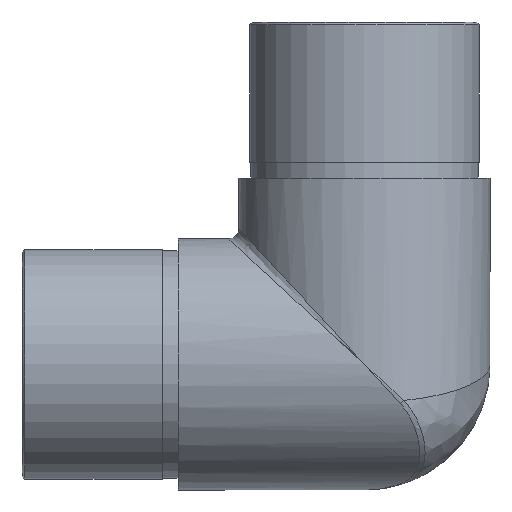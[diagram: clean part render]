
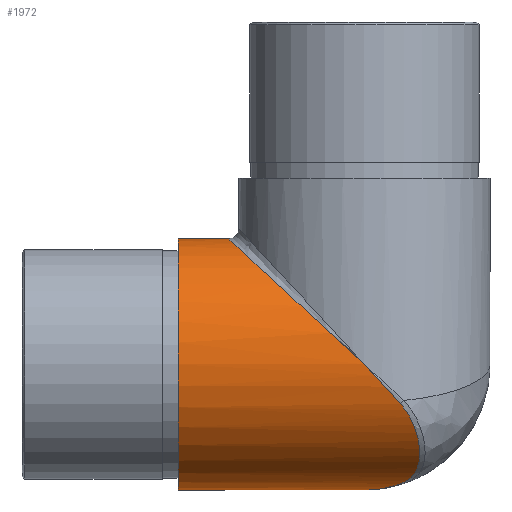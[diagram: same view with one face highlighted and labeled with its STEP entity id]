
A CAD part, left-side view. The second image highlights one B-rep face of the part: STEP entity #1972.
In plain terms, the highlighted cylindrical face has radius 24.15 mm (diameter 48.3 mm), a full revolution.
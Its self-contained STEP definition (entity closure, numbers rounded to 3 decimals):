
#81 =( BOUNDED_CURVE ( )  B_SPLINE_CURVE ( 3, ( #11688, #6836, #8774, #8860 ),
 .UNSPECIFIED., .F., .F. ) 
 B_SPLINE_CURVE_WITH_KNOTS ( ( 4, 4 ),
 ( 5.498, 7.854 ),
 .UNSPECIFIED. ) 
 CURVE ( )  GEOMETRIC_REPRESENTATION_ITEM ( )  RATIONAL_B_SPLINE_CURVE ( ( 1., 0.588, 0.588, 1. ) ) 
 REPRESENTATION_ITEM ( '' )  );
#125 = VERTEX_POINT ( 'NONE', #4727 ) ;
#151 = ORIENTED_EDGE ( 'NONE', *, *, #3293, .T. ) ;
#262 = CARTESIAN_POINT ( 'NONE',  ( -17.774, 13.531, 7.792 ) ) ;
#291 = DIRECTION ( 'NONE',  ( 0., 1., 0. ) ) ;
#304 = CARTESIAN_POINT ( 'NONE',  ( -21.212, 14.698, 12.597 ) ) ;
#394 = EDGE_LOOP ( 'NONE', ( #151 ) ) ;
#530 = ORIENTED_EDGE ( 'NONE', *, *, #4970, .T. ) ;
#738 = CARTESIAN_POINT ( 'NONE',  ( -24.15, 21.789, 21.576 ) ) ;
#778 = CARTESIAN_POINT ( 'NONE',  ( -7.559, 17.217, 1.214 ) ) ;
#955 =( BOUNDED_CURVE ( )  B_SPLINE_CURVE ( 3, ( #1410, #5396, #738, #5713 ),
 .UNSPECIFIED., .F., .T. ) 
 B_SPLINE_CURVE_WITH_KNOTS ( ( 4, 4 ),
 ( 4.394, 4.712 ),
 .UNSPECIFIED. ) 
 CURVE ( )  GEOMETRIC_REPRESENTATION_ITEM ( )  RATIONAL_B_SPLINE_CURVE ( ( 1., 0.992, 0.992, 1. ) ) 
 REPRESENTATION_ITEM ( '' )  );
#1264 = CARTESIAN_POINT ( 'NONE',  ( -8.29, 16.546, 1.454 ) ) ;
#1306 = CARTESIAN_POINT ( 'NONE',  ( -22.209, 15.753, 14.655 ) ) ;
#1357 = VERTEX_POINT ( 'NONE', #4541 ) ;
#1410 = CARTESIAN_POINT ( 'NONE',  ( -22.936, 17.217, 16.591 ) ) ;
#1414 = ORIENTED_EDGE ( 'NONE', *, *, #8710, .T. ) ;
#1942 = CYLINDRICAL_SURFACE ( 'NONE', #11354, 24.15 ) ;
#1972 = ADVANCED_FACE ( 'NONE', ( #3971, #5227 ), #1942, .T. ) ;
#2098 = EDGE_CURVE ( 'NONE', #1357, #6308, #955, .T. ) ;
#2159 = CARTESIAN_POINT ( 'NONE',  ( 0., 24.15, 24.15 ) ) ;
#2211 = CARTESIAN_POINT ( 'NONE',  ( -17.428, 13.514, 7.425 ) ) ;
#2300 = CARTESIAN_POINT ( 'NONE',  ( -22.816, 16.882, 16.226 ) ) ;
#2481 = CARTESIAN_POINT ( 'NONE',  ( 17.077, 42.641, 41.227 ) ) ;
#2641 = CARTESIAN_POINT ( 'NONE',  ( 0., 24.15, 0. ) ) ;
#2946 = CARTESIAN_POINT ( 'NONE',  ( 0., 60., 24.15 ) ) ;
#3293 = EDGE_CURVE ( 'NONE', #6433, #6433, #10207, .T. ) ;
#3304 = CARTESIAN_POINT ( 'NONE',  ( -22.936, 17.217, 16.591 ) ) ;
#3318 = CARTESIAN_POINT ( 'NONE',  ( -24.15, 24.15, 24.15 ) ) ;
#3818 = CARTESIAN_POINT ( 'NONE',  ( -2.574, 21.789, 0. ) ) ;
#3829 = ORIENTED_EDGE ( 'NONE', *, *, #11047, .T. ) ;
#3946 = EDGE_CURVE ( 'NONE', #125, #6275, #8100, .T. ) ;
#3971 = FACE_OUTER_BOUND ( 'NONE', #4488, .T. ) ;
#4269 = CARTESIAN_POINT ( 'NONE',  ( -10.709, 15.083, 2.499 ) ) ;
#4316 = CARTESIAN_POINT ( 'NONE',  ( -10.295, 15.295, 2.3 ) ) ;
#4410 = CARTESIAN_POINT ( 'NONE',  ( -7.559, 17.217, 1.214 ) ) ;
#4488 = EDGE_LOOP ( 'NONE', ( #3829, #1414, #6079, #530, #7014 ) ) ;
#4541 = CARTESIAN_POINT ( 'NONE',  ( -22.936, 17.217, 16.591 ) ) ;
#4727 = CARTESIAN_POINT ( 'NONE',  ( 0., 24.15, 0. ) ) ;
#4899 =( BOUNDED_CURVE ( )  B_SPLINE_CURVE ( 3, ( #10533, #5464, #11491, #2481 ),
 .UNSPECIFIED., .F., .F. ) 
 B_SPLINE_CURVE_WITH_KNOTS ( ( 4, 4 ),
 ( 4.712, 7.069 ),
 .UNSPECIFIED. ) 
 CURVE ( )  GEOMETRIC_REPRESENTATION_ITEM ( )  RATIONAL_B_SPLINE_CURVE ( ( 1., 0.588, 0.588, 1. ) ) 
 REPRESENTATION_ITEM ( '' )  );
#4970 = EDGE_CURVE ( 'NONE', #6275, #1357, #4985, .T. ) ;
#4985 = B_SPLINE_CURVE_WITH_KNOTS ( 'NONE', 3,
 ( #9267, #1264, #11182, #4316, #4269, #11268, #10172, #12220, #5195, #9133, #7202, #8219, #6248, #2211, #262, #7339, #6285, #7247, #12265, #8262, #304, #5325, #7292, #1306, #8299, #9309, #2300, #3304 ),
 .UNSPECIFIED., .F., .F.,
 ( 4, 2, 2, 2, 2, 2, 2, 2, 2, 2, 2, 2, 2, 4 ),
 ( 0., 0.003, 0.005, 0.006, 0.008, 0.009, 0.012, 0.014, 0.015, 0.018, 0.02, 0.021, 0.023, 0.024 ),
 .UNSPECIFIED. ) ;
#5195 = CARTESIAN_POINT ( 'NONE',  ( -13.2, 14.11, 3.92 ) ) ;
#5227 = FACE_OUTER_BOUND ( 'NONE', #394, .T. ) ;
#5325 = CARTESIAN_POINT ( 'NONE',  ( -21.645, 15.078, 13.429 ) ) ;
#5396 = CARTESIAN_POINT ( 'NONE',  ( -23.742, 19.459, 19.035 ) ) ;
#5422 = AXIS2_PLACEMENT_3D ( 'NONE', #2946, #7992, #5970 ) ;
#5464 = CARTESIAN_POINT ( 'NONE',  ( -24.15, 51.52, 49.427 ) ) ;
#5663 = CARTESIAN_POINT ( 'NONE',  ( 17.077, 42.641, 41.227 ) ) ;
#5713 = CARTESIAN_POINT ( 'NONE',  ( -24.15, 24.15, 24.15 ) ) ;
#5751 = CARTESIAN_POINT ( 'NONE',  ( 0., 60., 48.3 ) ) ;
#5970 = DIRECTION ( 'NONE',  ( 0., 0., 1. ) ) ;
#6079 = ORIENTED_EDGE ( 'NONE', *, *, #3946, .T. ) ;
#6248 = CARTESIAN_POINT ( 'NONE',  ( -16.361, 13.514, 6.358 ) ) ;
#6275 = VERTEX_POINT ( 'NONE', #4410 ) ;
#6285 = CARTESIAN_POINT ( 'NONE',  ( -18.765, 13.656, 8.941 ) ) ;
#6308 = VERTEX_POINT ( 'NONE', #3318 ) ;
#6433 = VERTEX_POINT ( 'NONE', #5751 ) ;
#6836 = CARTESIAN_POINT ( 'NONE',  ( 34.95, 61.995, 23.353 ) ) ;
#7014 = ORIENTED_EDGE ( 'NONE', *, *, #2098, .T. ) ;
#7202 = CARTESIAN_POINT ( 'NONE',  ( -14.416, 13.801, 4.768 ) ) ;
#7247 = CARTESIAN_POINT ( 'NONE',  ( -19.683, 13.871, 10.121 ) ) ;
#7292 = CARTESIAN_POINT ( 'NONE',  ( -21.844, 15.288, 13.841 ) ) ;
#7339 = CARTESIAN_POINT ( 'NONE',  ( -18.444, 13.603, 8.551 ) ) ;
#7992 = DIRECTION ( 'NONE',  ( 0., -1., 0. ) ) ;
#8100 =( BOUNDED_CURVE ( )  B_SPLINE_CURVE ( 3, ( #2641, #3818, #10641, #778 ),
 .UNSPECIFIED., .F., .F. ) 
 B_SPLINE_CURVE_WITH_KNOTS ( ( 4, 4 ),
 ( 1.571, 1.889 ),
 .UNSPECIFIED. ) 
 CURVE ( )  GEOMETRIC_REPRESENTATION_ITEM ( )  RATIONAL_B_SPLINE_CURVE ( ( 1., 0.992, 0.992, 1. ) ) 
 REPRESENTATION_ITEM ( '' )  );
#8219 = CARTESIAN_POINT ( 'NONE',  ( -15.608, 13.584, 5.694 ) ) ;
#8262 = CARTESIAN_POINT ( 'NONE',  ( -20.978, 14.528, 12.176 ) ) ;
#8299 = CARTESIAN_POINT ( 'NONE',  ( -22.376, 16.008, 15.056 ) ) ;
#8710 = EDGE_CURVE ( 'NONE', #10857, #125, #81, .T. ) ;
#8774 = CARTESIAN_POINT ( 'NONE',  ( 25.277, 51.52, 0. ) ) ;
#8860 = CARTESIAN_POINT ( 'NONE',  ( 0., 24.15, 0. ) ) ;
#9133 = CARTESIAN_POINT ( 'NONE',  ( -14.013, 13.892, 4.475 ) ) ;
#9267 = CARTESIAN_POINT ( 'NONE',  ( -7.559, 17.217, 1.214 ) ) ;
#9309 = CARTESIAN_POINT ( 'NONE',  ( -22.68, 16.573, 15.841 ) ) ;
#10172 = CARTESIAN_POINT ( 'NONE',  ( -11.962, 14.533, 3.165 ) ) ;
#10207 = CIRCLE ( 'NONE', #5422, 24.15 ) ;
#10533 = CARTESIAN_POINT ( 'NONE',  ( -24.15, 24.15, 24.15 ) ) ;
#10641 = CARTESIAN_POINT ( 'NONE',  ( -5.115, 19.459, 0.408 ) ) ;
#10857 = VERTEX_POINT ( 'NONE', #5663 ) ;
#11047 = EDGE_CURVE ( 'NONE', #6308, #10857, #4899, .T. ) ;
#11182 = CARTESIAN_POINT ( 'NONE',  ( -9.075, 15.995, 1.752 ) ) ;
#11256 = DIRECTION ( 'NONE',  ( 0., 0., 1. ) ) ;
#11268 = CARTESIAN_POINT ( 'NONE',  ( -11.546, 14.701, 2.934 ) ) ;
#11354 = AXIS2_PLACEMENT_3D ( 'NONE', #2159, #291, #11256 ) ;
#11491 = CARTESIAN_POINT ( 'NONE',  ( -0.797, 61.995, 59.1 ) ) ;
#11688 = CARTESIAN_POINT ( 'NONE',  ( 17.077, 42.641, 41.227 ) ) ;
#12220 = CARTESIAN_POINT ( 'NONE',  ( -12.789, 14.237, 3.659 ) ) ;
#12265 = CARTESIAN_POINT ( 'NONE',  ( -20.235, 14.085, 10.932 ) ) ;
